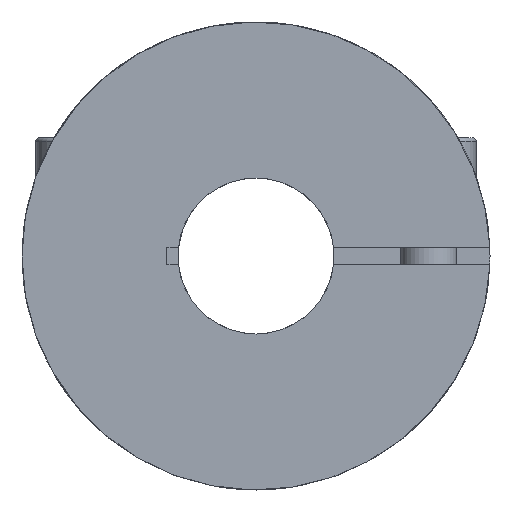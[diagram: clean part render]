
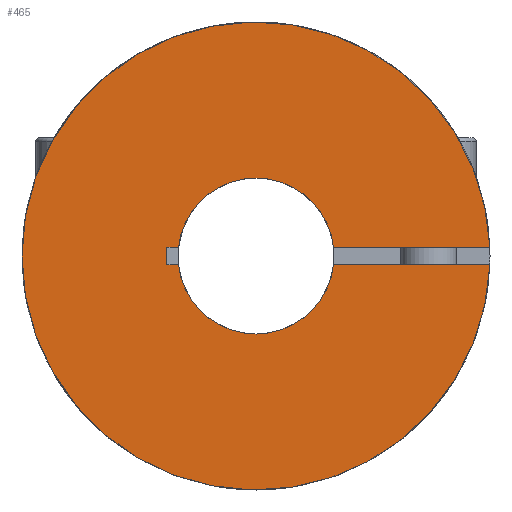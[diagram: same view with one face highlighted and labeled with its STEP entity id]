
A CAD part, left-side view. The second image highlights one B-rep face of the part: STEP entity #465.
In plain terms, the highlighted planar face has unit normal (-1, 0, 0).
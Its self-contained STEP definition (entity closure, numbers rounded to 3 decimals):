
#465=ADVANCED_FACE('NONE',(#929),#930,.F.);
#929=FACE_OUTER_BOUND('',#1416,.T.);
#930=PLANE('',#1417);
#1416=EDGE_LOOP('',(#2554,#2555,#2556,#2557,#2558,#2559,#2560,#2561,#2562,#2563,#2564));
#1417=AXIS2_PLACEMENT_3D('',#2565,#2566,#2567);
#2554=ORIENTED_EDGE('',*,*,#3357,.T.);
#2555=ORIENTED_EDGE('',*,*,#3355,.T.);
#2556=ORIENTED_EDGE('',*,*,#3364,.F.);
#2557=ORIENTED_EDGE('',*,*,#3372,.F.);
#2558=ORIENTED_EDGE('',*,*,#3369,.F.);
#2559=ORIENTED_EDGE('',*,*,#3351,.T.);
#2560=ORIENTED_EDGE('',*,*,#3343,.T.);
#2561=ORIENTED_EDGE('',*,*,#3373,.F.);
#2562=ORIENTED_EDGE('',*,*,#3374,.T.);
#2563=ORIENTED_EDGE('',*,*,#3375,.T.);
#2564=ORIENTED_EDGE('',*,*,#3376,.F.);
#2565=CARTESIAN_POINT('',(0.0,0.0,4.0));
#2566=DIRECTION('',(1.0,0.0,0.0));
#2567=DIRECTION('',(0.0,-0.0,-1.0));
#3343=EDGE_CURVE('',#4070,#4075,#4077,.T.);
#3351=EDGE_CURVE('',#4091,#4070,#4092,.T.);
#3355=EDGE_CURVE('',#4080,#4097,#4099,.T.);
#3357=EDGE_CURVE('',#4101,#4080,#4102,.T.);
#3364=EDGE_CURVE('NONE',#4110,#4097,#4112,.T.);
#3369=EDGE_CURVE('NONE',#4091,#4118,#4119,.T.);
#3372=EDGE_CURVE('NONE',#4118,#4110,#4122,.T.);
#3373=EDGE_CURVE('NONE',#4123,#4075,#4124,.T.);
#3374=EDGE_CURVE('NONE',#4123,#4125,#4126,.T.);
#3375=EDGE_CURVE('NONE',#4125,#4127,#4128,.T.);
#3376=EDGE_CURVE('NONE',#4101,#4127,#4129,.T.);
#4070=VERTEX_POINT('',#5180);
#4075=VERTEX_POINT('',#5186);
#4077=CIRCLE('',#5189,7.0);
#4080=VERTEX_POINT('',#5192);
#4091=VERTEX_POINT('',#5206);
#4092=CIRCLE('',#5207,7.0);
#4097=VERTEX_POINT('',#5213);
#4099=CIRCLE('',#5216,7.0);
#4101=VERTEX_POINT('',#5218);
#4102=CIRCLE('',#5219,7.0);
#4110=VERTEX_POINT('NONE',#5229);
#4112=LINE('',#5232,#5233);
#4118=VERTEX_POINT('NONE',#5241);
#4119=LINE('',#5242,#5243);
#4122=LINE('',#5247,#5248);
#4123=VERTEX_POINT('NONE',#5249);
#4124=LINE('',#5250,#5251);
#4125=VERTEX_POINT('NONE',#5252);
#4126=CIRCLE('',#5253,21.0);
#4127=VERTEX_POINT('NONE',#5254);
#4128=CIRCLE('',#5255,21.0);
#4129=LINE('',#5256,#5257);
#5180=CARTESIAN_POINT('',(0.0,0.,7.0));
#5186=CARTESIAN_POINT('',(0.0,-6.954,0.8));
#5189=AXIS2_PLACEMENT_3D('',#6148,#6149,#6150);
#5192=CARTESIAN_POINT('',(0.0,0.,-7.0));
#5206=CARTESIAN_POINT('',(0.0,6.954,0.8));
#5207=AXIS2_PLACEMENT_3D('',#6163,#6164,#6165);
#5213=CARTESIAN_POINT('',(0.0,6.954,-0.8));
#5216=AXIS2_PLACEMENT_3D('',#6171,#6172,#6173);
#5218=CARTESIAN_POINT('',(0.0,-6.954,-0.8));
#5219=AXIS2_PLACEMENT_3D('',#6174,#6175,#6176);
#5229=CARTESIAN_POINT('',(0.0,8.0,-0.8));
#5232=CARTESIAN_POINT('',(0.0,8.0,-0.8));
#5233=VECTOR('',#6186,1000.0);
#5241=CARTESIAN_POINT('',(0.0,8.0,0.8));
#5242=CARTESIAN_POINT('',(0.0,8.0,0.8));
#5243=VECTOR('',#6189,1000.0);
#5247=CARTESIAN_POINT('',(0.0,8.0,0.8));
#5248=VECTOR('',#6191,1000.0);
#5249=CARTESIAN_POINT('',(0.0,-20.985,0.8));
#5250=CARTESIAN_POINT('',(0.0,8.0,0.8));
#5251=VECTOR('',#6192,1000.0);
#5252=CARTESIAN_POINT('',(0.0,21.0,0.));
#5253=AXIS2_PLACEMENT_3D('',#6193,#6194,#6195);
#5254=CARTESIAN_POINT('',(0.0,-20.985,-0.8));
#5255=AXIS2_PLACEMENT_3D('',#6196,#6197,#6198);
#5256=CARTESIAN_POINT('',(0.0,8.0,-0.8));
#5257=VECTOR('',#6199,1000.0);
#6148=CARTESIAN_POINT('',(0.0,0.0,0.0));
#6149=DIRECTION('',(1.0,0.0,0.0));
#6150=DIRECTION('',(0.0,0.0,-1.0));
#6163=CARTESIAN_POINT('',(0.0,0.0,0.0));
#6164=DIRECTION('',(1.0,0.0,0.0));
#6165=DIRECTION('',(0.0,0.0,-1.0));
#6171=CARTESIAN_POINT('',(0.0,0.0,0.0));
#6172=DIRECTION('',(1.0,0.0,0.0));
#6173=DIRECTION('',(0.0,0.0,-1.0));
#6174=CARTESIAN_POINT('',(0.0,0.0,0.0));
#6175=DIRECTION('',(1.0,0.0,0.0));
#6176=DIRECTION('',(0.0,0.0,-1.0));
#6186=DIRECTION('',(0.0,-1.0,0.0));
#6189=DIRECTION('',(0.0,1.0,-0.0));
#6191=DIRECTION('',(0.0,0.0,-1.0));
#6192=DIRECTION('',(0.0,1.0,-0.0));
#6193=CARTESIAN_POINT('',(0.0,0.0,0.0));
#6194=DIRECTION('',(-1.0,0.0,0.0));
#6195=DIRECTION('',(0.0,-1.0,0.0));
#6196=CARTESIAN_POINT('',(0.0,0.0,0.0));
#6197=DIRECTION('',(-1.0,0.0,0.0));
#6198=DIRECTION('',(0.0,-1.0,0.0));
#6199=DIRECTION('',(0.0,-1.0,0.0));
